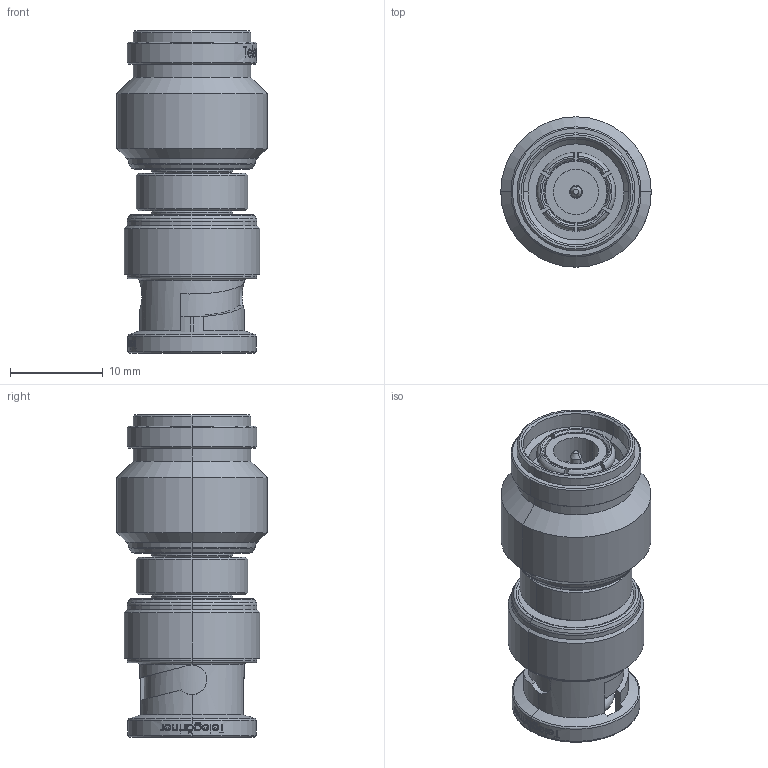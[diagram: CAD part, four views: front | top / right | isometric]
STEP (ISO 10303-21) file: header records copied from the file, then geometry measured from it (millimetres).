
FILE_DESCRIPTION (( 'STEP AP214' ), '1' );
FILE_NAME ('J01008A0011.STEP', '2019-07-04T09:08:53', ( '' ), ( '' ), 'SwSTEP 2.0', 'SolidWorks 2018', '' );
FILE_SCHEMA (( 'AUTOMOTIVE_DESIGN' ));
Length unit declared in the file: millimetre
Products named in the file (1): J01008A0011
Bounding box: 16.2 x 16.2 x 34.7 mm (x, y, z)
Volume: 4524.9 mm3; surface area: 3032.2 mm2
Topology: 1 solids, 1 shells, 552 faces, 1407 edges, 915 vertices
Faces by surface type: plane 184, bspline 161, cylinder 118, cone 63, torus 26
Entity records: 31121 total; most frequent: CARTESIAN_POINT 12982, ORIENTED_EDGE 2814, DIRECTION 2013, EDGE_CURVE 1407, VERTEX_POINT 915, AXIS2_PLACEMENT_3D 741, EDGE_LOOP 614, FACE_OUTER_BOUND 552
